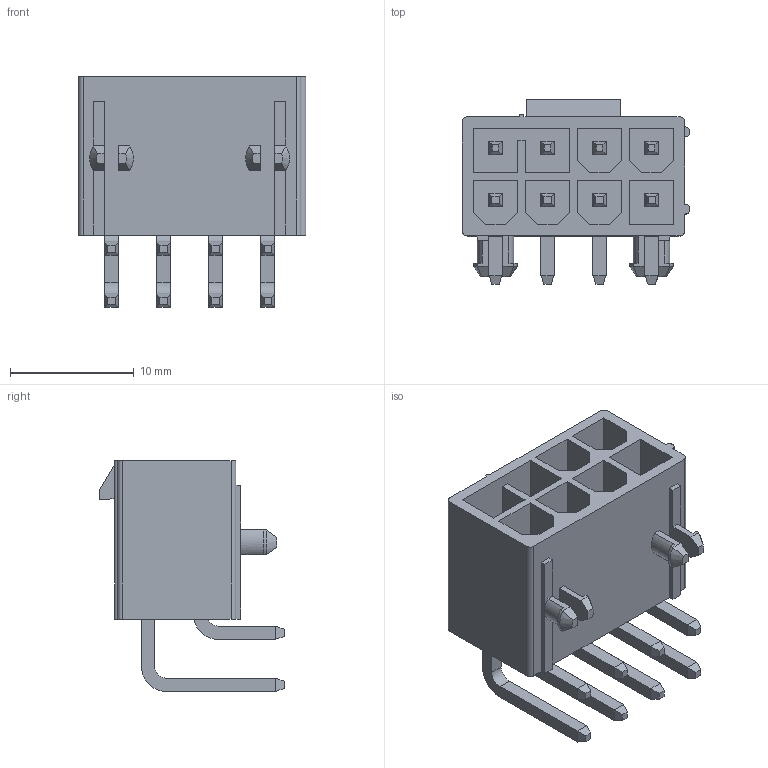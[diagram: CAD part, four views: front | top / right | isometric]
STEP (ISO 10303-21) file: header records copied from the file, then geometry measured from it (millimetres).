
FILE_DESCRIPTION((''),'2;1');
FILE_NAME('455860005','2019-12-19T',('gga'),(''),'PRO/ENGINEER BY PARAMETRIC TECHNOLOGY CORPORATION, 2016010','PRO/ENGINEER BY PARAMETRIC TECHNOLOGY CORPORATION, 2016010','');
FILE_SCHEMA(('CONFIG_CONTROL_DESIGN'));
Length unit declared in the file: millimetre
Products named in the file (1): 455860005
Bounding box: 18.4 x 14.9 x 18.64 mm (x, y, z)
Volume: 1508 mm3; surface area: 2698.3 mm2
Topology: 1 solids, 1 shells, 286 faces, 727 edges, 474 vertices
Faces by surface type: plane 251, cylinder 31, cone 4
Entity records: 8428 total; most frequent: CARTESIAN_POINT 1468, ORIENTED_EDGE 1402, DIRECTION 1381, EDGE_CURVE 701, VECTOR 631, LINE 631, VERTEX_POINT 442, AXIS2_PLACEMENT_3D 375
